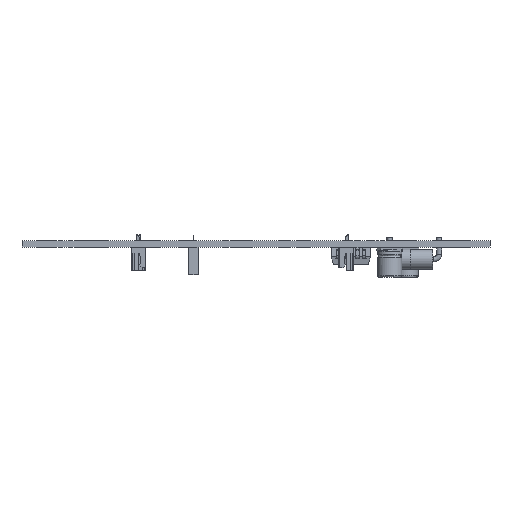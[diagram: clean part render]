
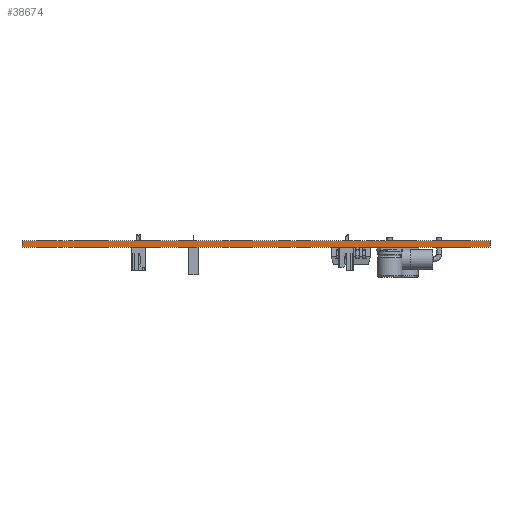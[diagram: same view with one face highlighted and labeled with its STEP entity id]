
A CAD part, front view. The second image highlights one B-rep face of the part: STEP entity #38674.
In plain terms, the highlighted planar face has unit normal (0, -1, 0).
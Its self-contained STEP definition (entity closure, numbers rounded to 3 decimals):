
#38674 = ADVANCED_FACE('',(#38675),#38689,.T.);
#38675 = FACE_BOUND('',#38676,.T.);
#38676 = EDGE_LOOP('',(#38677,#38712,#38740,#38768));
#38677 = ORIENTED_EDGE('',*,*,#38678,.T.);
#38678 = EDGE_CURVE('',#38679,#38681,#38683,.T.);
#38679 = VERTEX_POINT('',#38680);
#38680 = CARTESIAN_POINT('',(159.55,-174.75,0.));
#38681 = VERTEX_POINT('',#38682);
#38682 = CARTESIAN_POINT('',(159.55,-174.75,1.58));
#38683 = SURFACE_CURVE('',#38684,(#38688,#38700),.PCURVE_S1.);
#38684 = LINE('',#38685,#38686);
#38685 = CARTESIAN_POINT('',(159.55,-174.75,0.));
#38686 = VECTOR('',#38687,1.);
#38687 = DIRECTION('',(0.,0.,1.));
#38688 = PCURVE('',#38689,#38694);
#38689 = PLANE('',#38690);
#38690 = AXIS2_PLACEMENT_3D('',#38691,#38692,#38693);
#38691 = CARTESIAN_POINT('',(159.55,-174.75,0.));
#38692 = DIRECTION('',(0.,-1.,0.));
#38693 = DIRECTION('',(-1.,0.,0.));
#38694 = DEFINITIONAL_REPRESENTATION('',(#38695),#38699);
#38695 = LINE('',#38696,#38697);
#38696 = CARTESIAN_POINT('',(0.,-0.));
#38697 = VECTOR('',#38698,1.);
#38698 = DIRECTION('',(0.,-1.));
#38699 = ( GEOMETRIC_REPRESENTATION_CONTEXT(2) 
PARAMETRIC_REPRESENTATION_CONTEXT() REPRESENTATION_CONTEXT('2D SPACE',''
  ) );
#38700 = PCURVE('',#38701,#38706);
#38701 = PLANE('',#38702);
#38702 = AXIS2_PLACEMENT_3D('',#38703,#38704,#38705);
#38703 = CARTESIAN_POINT('',(159.55,-15.15,0.));
#38704 = DIRECTION('',(1.,0.,-0.));
#38705 = DIRECTION('',(0.,-1.,0.));
#38706 = DEFINITIONAL_REPRESENTATION('',(#38707),#38711);
#38707 = LINE('',#38708,#38709);
#38708 = CARTESIAN_POINT('',(159.6,0.));
#38709 = VECTOR('',#38710,1.);
#38710 = DIRECTION('',(0.,-1.));
#38711 = ( GEOMETRIC_REPRESENTATION_CONTEXT(2) 
PARAMETRIC_REPRESENTATION_CONTEXT() REPRESENTATION_CONTEXT('2D SPACE',''
  ) );
#38712 = ORIENTED_EDGE('',*,*,#38713,.T.);
#38713 = EDGE_CURVE('',#38681,#38714,#38716,.T.);
#38714 = VERTEX_POINT('',#38715);
#38715 = CARTESIAN_POINT('',(39.65,-174.75,1.58));
#38716 = SURFACE_CURVE('',#38717,(#38721,#38728),.PCURVE_S1.);
#38717 = LINE('',#38718,#38719);
#38718 = CARTESIAN_POINT('',(159.55,-174.75,1.58));
#38719 = VECTOR('',#38720,1.);
#38720 = DIRECTION('',(-1.,0.,0.));
#38721 = PCURVE('',#38689,#38722);
#38722 = DEFINITIONAL_REPRESENTATION('',(#38723),#38727);
#38723 = LINE('',#38724,#38725);
#38724 = CARTESIAN_POINT('',(0.,-1.58));
#38725 = VECTOR('',#38726,1.);
#38726 = DIRECTION('',(1.,0.));
#38727 = ( GEOMETRIC_REPRESENTATION_CONTEXT(2) 
PARAMETRIC_REPRESENTATION_CONTEXT() REPRESENTATION_CONTEXT('2D SPACE',''
  ) );
#38728 = PCURVE('',#38729,#38734);
#38729 = PLANE('',#38730);
#38730 = AXIS2_PLACEMENT_3D('',#38731,#38732,#38733);
#38731 = CARTESIAN_POINT('',(99.6,-94.95,1.58));
#38732 = DIRECTION('',(-0.,-0.,-1.));
#38733 = DIRECTION('',(-1.,0.,0.));
#38734 = DEFINITIONAL_REPRESENTATION('',(#38735),#38739);
#38735 = LINE('',#38736,#38737);
#38736 = CARTESIAN_POINT('',(-59.95,-79.8));
#38737 = VECTOR('',#38738,1.);
#38738 = DIRECTION('',(1.,0.));
#38739 = ( GEOMETRIC_REPRESENTATION_CONTEXT(2) 
PARAMETRIC_REPRESENTATION_CONTEXT() REPRESENTATION_CONTEXT('2D SPACE',''
  ) );
#38740 = ORIENTED_EDGE('',*,*,#38741,.F.);
#38741 = EDGE_CURVE('',#38742,#38714,#38744,.T.);
#38742 = VERTEX_POINT('',#38743);
#38743 = CARTESIAN_POINT('',(39.65,-174.75,0.));
#38744 = SURFACE_CURVE('',#38745,(#38749,#38756),.PCURVE_S1.);
#38745 = LINE('',#38746,#38747);
#38746 = CARTESIAN_POINT('',(39.65,-174.75,0.));
#38747 = VECTOR('',#38748,1.);
#38748 = DIRECTION('',(0.,0.,1.));
#38749 = PCURVE('',#38689,#38750);
#38750 = DEFINITIONAL_REPRESENTATION('',(#38751),#38755);
#38751 = LINE('',#38752,#38753);
#38752 = CARTESIAN_POINT('',(119.9,0.));
#38753 = VECTOR('',#38754,1.);
#38754 = DIRECTION('',(0.,-1.));
#38755 = ( GEOMETRIC_REPRESENTATION_CONTEXT(2) 
PARAMETRIC_REPRESENTATION_CONTEXT() REPRESENTATION_CONTEXT('2D SPACE',''
  ) );
#38756 = PCURVE('',#38757,#38762);
#38757 = PLANE('',#38758);
#38758 = AXIS2_PLACEMENT_3D('',#38759,#38760,#38761);
#38759 = CARTESIAN_POINT('',(39.65,-174.75,0.));
#38760 = DIRECTION('',(-1.,0.,0.));
#38761 = DIRECTION('',(0.,1.,0.));
#38762 = DEFINITIONAL_REPRESENTATION('',(#38763),#38767);
#38763 = LINE('',#38764,#38765);
#38764 = CARTESIAN_POINT('',(0.,0.));
#38765 = VECTOR('',#38766,1.);
#38766 = DIRECTION('',(0.,-1.));
#38767 = ( GEOMETRIC_REPRESENTATION_CONTEXT(2) 
PARAMETRIC_REPRESENTATION_CONTEXT() REPRESENTATION_CONTEXT('2D SPACE',''
  ) );
#38768 = ORIENTED_EDGE('',*,*,#38769,.F.);
#38769 = EDGE_CURVE('',#38679,#38742,#38770,.T.);
#38770 = SURFACE_CURVE('',#38771,(#38775,#38782),.PCURVE_S1.);
#38771 = LINE('',#38772,#38773);
#38772 = CARTESIAN_POINT('',(159.55,-174.75,0.));
#38773 = VECTOR('',#38774,1.);
#38774 = DIRECTION('',(-1.,0.,0.));
#38775 = PCURVE('',#38689,#38776);
#38776 = DEFINITIONAL_REPRESENTATION('',(#38777),#38781);
#38777 = LINE('',#38778,#38779);
#38778 = CARTESIAN_POINT('',(0.,-0.));
#38779 = VECTOR('',#38780,1.);
#38780 = DIRECTION('',(1.,0.));
#38781 = ( GEOMETRIC_REPRESENTATION_CONTEXT(2) 
PARAMETRIC_REPRESENTATION_CONTEXT() REPRESENTATION_CONTEXT('2D SPACE',''
  ) );
#38782 = PCURVE('',#38783,#38788);
#38783 = PLANE('',#38784);
#38784 = AXIS2_PLACEMENT_3D('',#38785,#38786,#38787);
#38785 = CARTESIAN_POINT('',(99.6,-94.95,0.));
#38786 = DIRECTION('',(-0.,-0.,-1.));
#38787 = DIRECTION('',(-1.,0.,0.));
#38788 = DEFINITIONAL_REPRESENTATION('',(#38789),#38793);
#38789 = LINE('',#38790,#38791);
#38790 = CARTESIAN_POINT('',(-59.95,-79.8));
#38791 = VECTOR('',#38792,1.);
#38792 = DIRECTION('',(1.,0.));
#38793 = ( GEOMETRIC_REPRESENTATION_CONTEXT(2) 
PARAMETRIC_REPRESENTATION_CONTEXT() REPRESENTATION_CONTEXT('2D SPACE',''
  ) );
